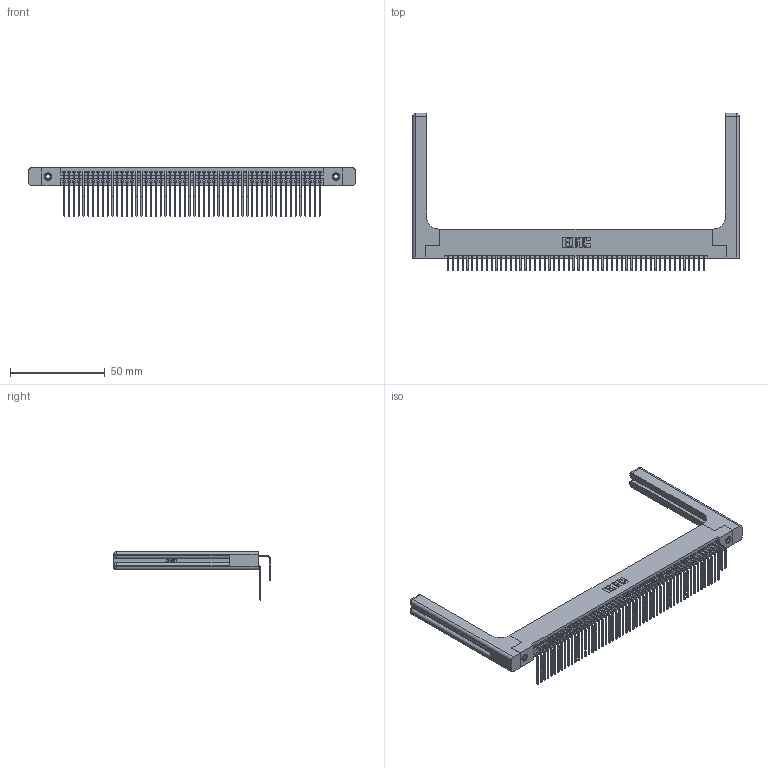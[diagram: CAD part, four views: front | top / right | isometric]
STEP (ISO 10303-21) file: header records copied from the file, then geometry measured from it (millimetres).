
FILE_DESCRIPTION (( 'STEP AP203' ), '1' );
FILE_NAME ('345-108-558-258.STEP', '2019-11-04T14:35:08', ( '' ), ( '' ), 'SwSTEP 2.0', 'SolidWorks 2016', '' );
FILE_SCHEMA (( 'CONFIG_CONTROL_DESIGN' ));
Length unit declared in the file: inch
Products named in the file (6): 345-292-001_558 559 Tail - 1; 345-292-001_558 Tail - 2; 345-220-058_345-220-058; 345-108-558-258; 345 Part_Flush Mounting Lugs - 0.156 Dia-TH; 345-250-001_345-250-001-102
Assembly tree (113 placements, depth 2):
  345-108-558-258
    345 Part_Flush Mounting Lugs - 0.156 Dia-TH
    345-292-001_558 559 Tail - 1  x54
    345-292-001_558 Tail - 2  x54
    345-250-001_345-250-001-102  x2
    345-220-058_345-220-058  x2
Bounding box: 172.19 x 82.79 x 25.53 mm (x, y, z)
Volume: 25935.9 mm3; surface area: 34030.9 mm2
Topology: 113 solids, 113 shells, 5998 faces, 17747 edges, 11666 vertices
Faces by surface type: plane 4008, cylinder 1930, bspline 36, cone 12, sphere 8, torus 4
Entity records: 47588 total; most frequent: CARTESIAN_POINT 9004, ORIENTED_EDGE 7684, DIRECTION 6830, EDGE_CURVE 3842, VECTOR 3362, LINE 3362, VERTEX_POINT 2550, AXIS2_PLACEMENT_3D 1734
